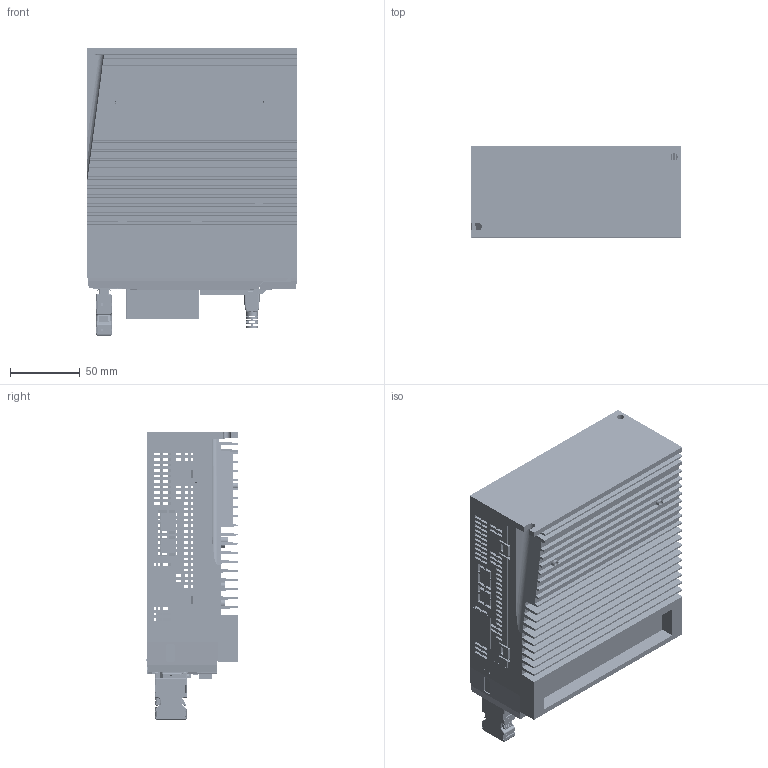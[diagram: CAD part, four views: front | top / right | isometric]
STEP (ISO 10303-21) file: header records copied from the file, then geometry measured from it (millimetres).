
FILE_DESCRIPTION((''),'2;1');
FILE_NAME('M56S-24A5RD','2023-08-15T19:07:12',('ms27526'),(''),'CREO PARAMETRIC BY PTC INC, 2018100','CREO PARAMETRIC BY PTC INC, 2018100','');
FILE_SCHEMA(('CONFIG_CONTROL_DESIGN'));
Products named in the file (1): M56S-24A5RD
Bounding box: 150.2 x 65.2 x 205.43 mm (x, y, z)
Volume: 369529.4 mm3; surface area: 355287.3 mm2
Topology: 19 solids, 55 shells, 9222 faces, 26500 edges, 17317 vertices
Faces by surface type: plane 6646, cylinder 2283, bspline 135, cone 68, torus 47, sphere 24, extrusion 19
Entity records: 306789 total; most frequent: CARTESIAN_POINT 61778, ORIENTED_EDGE 52245, DIRECTION 48204, EDGE_CURVE 26442, VECTOR 20784, LINE 20765, VERTEX_POINT 17317, AXIS2_PLACEMENT_3D 13710
